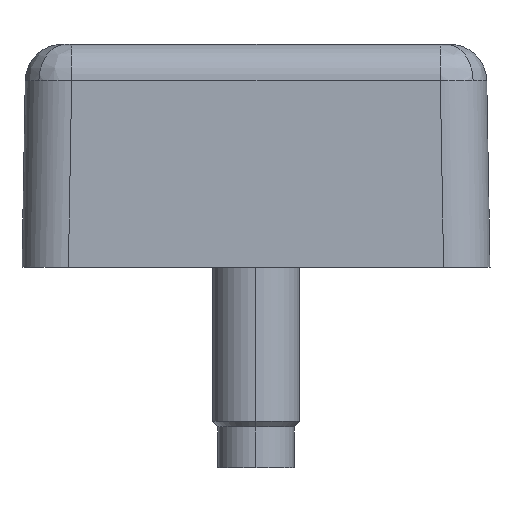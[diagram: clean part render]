
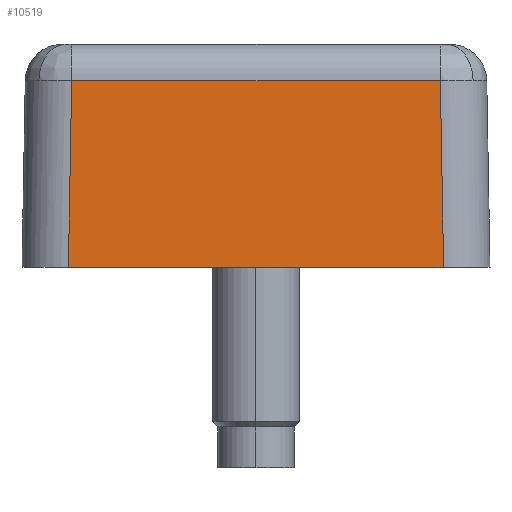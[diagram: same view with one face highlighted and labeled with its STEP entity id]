
A CAD part, left-side view. The second image highlights one B-rep face of the part: STEP entity #10519.
In plain terms, the highlighted planar face has unit normal (-1, 0, 0.018).
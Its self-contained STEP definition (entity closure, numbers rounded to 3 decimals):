
#703 = DIRECTION ( 'NONE',  ( 0.017, -0.017, 1. ) ) ;
#732 = EDGE_CURVE ( 'NONE', #4874, #4201, #2970, .T. ) ;
#745 = VECTOR ( 'NONE', #703, 1000. ) ;
#1171 = ORIENTED_EDGE ( 'NONE', *, *, #12327, .T. ) ;
#1492 = CARTESIAN_POINT ( 'NONE',  ( -25.2, 10.1, 0. ) ) ;
#1571 = CARTESIAN_POINT ( 'NONE',  ( -25.2, -10.1, 0. ) ) ;
#2082 = ORIENTED_EDGE ( 'NONE', *, *, #732, .F. ) ;
#2295 = CARTESIAN_POINT ( 'NONE',  ( -25.025, -12.6, 10.035 ) ) ;
#2320 = PLANE ( 'NONE',  #11237 ) ;
#2476 = EDGE_CURVE ( 'NONE', #3743, #4874, #10060, .T. ) ;
#2485 = VECTOR ( 'NONE', #2797, 1000. ) ;
#2496 = CARTESIAN_POINT ( 'NONE',  ( -25.2, -12.6, 0. ) ) ;
#2797 = DIRECTION ( 'NONE',  ( -0.017, -0.017, -1. ) ) ;
#2970 = LINE ( 'NONE', #5214, #745 ) ;
#3250 = VECTOR ( 'NONE', #6982, 1000. ) ;
#3743 = VERTEX_POINT ( 'NONE', #1571 ) ;
#4155 = VERTEX_POINT ( 'NONE', #13362 ) ;
#4201 = VERTEX_POINT ( 'NONE', #10479 ) ;
#4562 = FACE_OUTER_BOUND ( 'NONE', #10505, .T. ) ;
#4871 = DIRECTION ( 'NONE',  ( 0., 1., 0. ) ) ;
#4874 = VERTEX_POINT ( 'NONE', #1492 ) ;
#5214 = CARTESIAN_POINT ( 'NONE',  ( -25.193, 10.093, 0.396 ) ) ;
#6012 = ORIENTED_EDGE ( 'NONE', *, *, #11048, .F. ) ;
#6858 = CARTESIAN_POINT ( 'NONE',  ( -25.201, -10.101, -0.044 ) ) ;
#6982 = DIRECTION ( 'NONE',  ( 0., 1., 0. ) ) ;
#7646 = CARTESIAN_POINT ( 'NONE',  ( -25.2, -12.6, 0. ) ) ;
#8571 = ORIENTED_EDGE ( 'NONE', *, *, #2476, .F. ) ;
#9881 = DIRECTION ( 'NONE',  ( 0., 1., 0. ) ) ;
#10060 = LINE ( 'NONE', #2496, #3250 ) ;
#10479 = CARTESIAN_POINT ( 'NONE',  ( -25.025, 9.925, 10.035 ) ) ;
#10505 = EDGE_LOOP ( 'NONE', ( #2082, #8571, #6012, #1171 ) ) ;
#10519 = ADVANCED_FACE ( 'NONE', ( #4562 ), #2320, .T. ) ;
#10907 = LINE ( 'NONE', #2295, #12481 ) ;
#11048 = EDGE_CURVE ( 'NONE', #4155, #3743, #13380, .T. ) ;
#11237 = AXIS2_PLACEMENT_3D ( 'NONE', #7646, #11922, #9881 ) ;
#11922 = DIRECTION ( 'NONE',  ( -1., 0., 0.017 ) ) ;
#12327 = EDGE_CURVE ( 'NONE', #4155, #4201, #10907, .T. ) ;
#12481 = VECTOR ( 'NONE', #4871, 1000. ) ;
#13362 = CARTESIAN_POINT ( 'NONE',  ( -25.025, -9.925, 10.035 ) ) ;
#13380 = LINE ( 'NONE', #6858, #2485 ) ;
